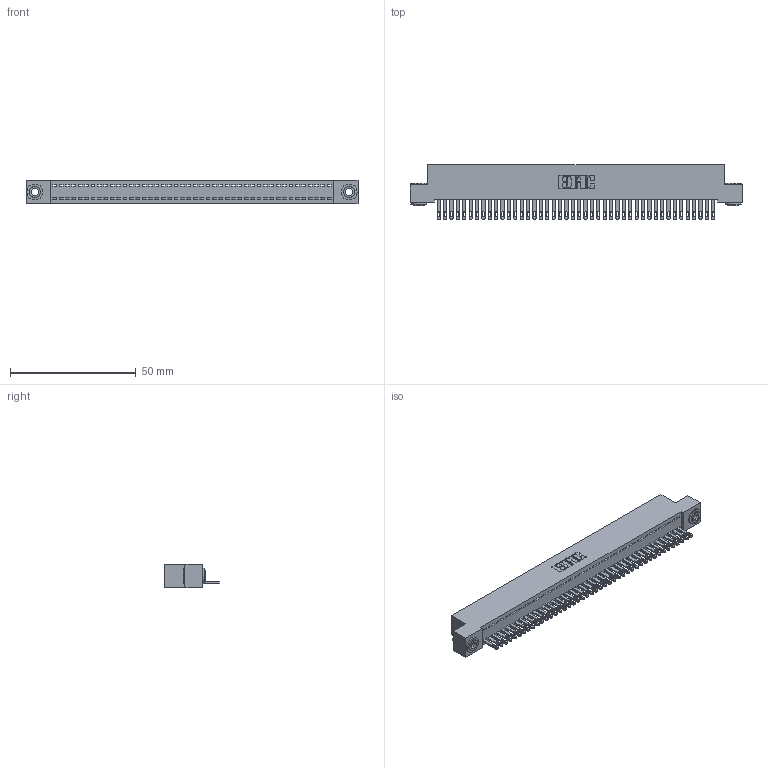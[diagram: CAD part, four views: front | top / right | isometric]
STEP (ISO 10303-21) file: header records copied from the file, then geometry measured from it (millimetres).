
FILE_DESCRIPTION (( 'STEP AP203' ), '1' );
FILE_NAME ('892-044-500-103.STEP', '2020-09-21T16:55:18', ( '' ), ( '' ), 'SwSTEP 2.0', 'SolidWorks 2020', '' );
FILE_SCHEMA (( 'CONFIG_CONTROL_DESIGN' ));
Length unit declared in the file: inch
Products named in the file (4): 892-044-500-103; 842 Part_.156 TH; 342-250-002_345-250-002-102; 345-292-001_345-293-100
Assembly tree (47 placements, depth 2):
  892-044-500-103
    842 Part_.156 TH
    345-292-001_345-293-100  x44
    342-250-002_345-250-002-102  x2
Bounding box: 132.08 x 21.85 x 9.4 mm (x, y, z)
Volume: 11638.2 mm3; surface area: 17440.3 mm2
Topology: 47 solids, 47 shells, 2524 faces, 7767 edges, 5174 vertices
Faces by surface type: plane 1660, cylinder 856, cone 8
Entity records: 27088 total; most frequent: CARTESIAN_POINT 4649, ORIENTED_EDGE 4622, DIRECTION 3953, EDGE_CURVE 2311, VECTOR 2155, LINE 2155, VERTEX_POINT 1538, AXIS2_PLACEMENT_3D 899
